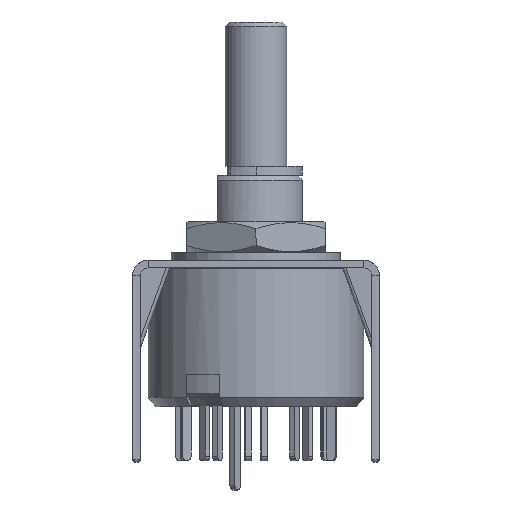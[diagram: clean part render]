
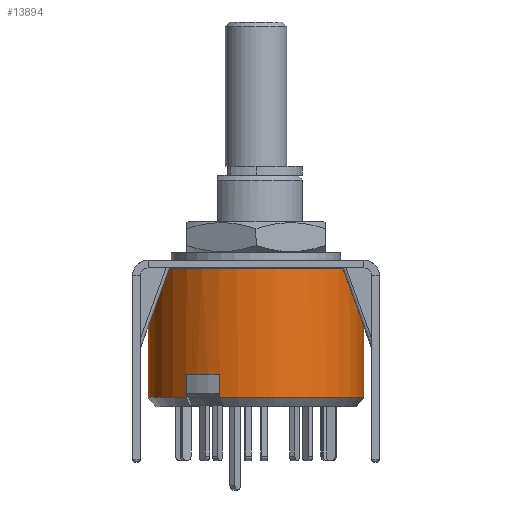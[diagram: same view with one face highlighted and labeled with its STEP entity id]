
A CAD part, front view. The second image highlights one B-rep face of the part: STEP entity #13894.
In plain terms, the highlighted cylindrical face has radius 7 mm (diameter 14 mm), a partial arc.
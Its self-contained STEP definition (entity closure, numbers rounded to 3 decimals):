
#88 = CARTESIAN_POINT ( 'NONE',  ( 0., 0., -5.9 ) ) ;
#518 = AXIS2_PLACEMENT_3D ( 'NONE', #9480, #14722, #4268 ) ;
#591 = DIRECTION ( 'NONE',  ( 0., 0., -1. ) ) ;
#702 = LINE ( 'NONE', #10771, #13478 ) ;
#1321 = EDGE_CURVE ( 'NONE', #10846, #11130, #4256, .T. ) ;
#1343 = DIRECTION ( 'NONE',  ( 0., 0., 1. ) ) ;
#1679 = CARTESIAN_POINT ( 'NONE',  ( 0., 0., 9. ) ) ;
#1940 = ORIENTED_EDGE ( 'NONE', *, *, #9636, .T. ) ;
#1982 = DIRECTION ( 'NONE',  ( 0., 0., -1. ) ) ;
#2601 = CARTESIAN_POINT ( 'NONE',  ( 0., 0., 0.95 ) ) ;
#2703 = VERTEX_POINT ( 'NONE', #4233 ) ;
#2818 = DIRECTION ( 'NONE',  ( 0., 0., -1. ) ) ;
#2977 = VECTOR ( 'NONE', #591, 1000. ) ;
#2989 = DIRECTION ( 'NONE',  ( 0., 0., 1. ) ) ;
#3245 = CARTESIAN_POINT ( 'NONE',  ( -4.526, -5.34, -7.4 ) ) ;
#3641 = AXIS2_PLACEMENT_3D ( 'NONE', #2601, #2818, #12969 ) ;
#3814 = EDGE_LOOP ( 'NONE', ( #14239, #13643, #1940, #7067, #15264, #11032, #9263, #7937 ) ) ;
#4233 = CARTESIAN_POINT ( 'NONE',  ( -7., 0., 0.95 ) ) ;
#4256 = CIRCLE ( 'NONE', #9158, 7. ) ;
#4268 = DIRECTION ( 'NONE',  ( 1., 0., 0. ) ) ;
#4850 = VERTEX_POINT ( 'NONE', #7895 ) ;
#5153 = CARTESIAN_POINT ( 'NONE',  ( -7., 0., -7.4 ) ) ;
#5186 = VERTEX_POINT ( 'NONE', #10158 ) ;
#5242 = EDGE_CURVE ( 'NONE', #7221, #2703, #13483, .T. ) ;
#5323 = EDGE_CURVE ( 'NONE', #4850, #15847, #12269, .T. ) ;
#7067 = ORIENTED_EDGE ( 'NONE', *, *, #1321, .F. ) ;
#7221 = VERTEX_POINT ( 'NONE', #8347 ) ;
#7895 = CARTESIAN_POINT ( 'NONE',  ( -2.361, -6.59, -5.9 ) ) ;
#7937 = ORIENTED_EDGE ( 'NONE', *, *, #8968, .F. ) ;
#8345 = CARTESIAN_POINT ( 'NONE',  ( -7., 0., 9. ) ) ;
#8347 = CARTESIAN_POINT ( 'NONE',  ( 7., 0., 0.95 ) ) ;
#8693 = CIRCLE ( 'NONE', #518, 7. ) ;
#8847 = VECTOR ( 'NONE', #10144, 1000. ) ;
#8967 = DIRECTION ( 'NONE',  ( 1., 0., 0. ) ) ;
#8968 = EDGE_CURVE ( 'NONE', #13589, #15847, #8693, .T. ) ;
#9000 = CARTESIAN_POINT ( 'NONE',  ( 7., 0., 9. ) ) ;
#9070 = DIRECTION ( 'NONE',  ( 0., 0., -1. ) ) ;
#9158 = AXIS2_PLACEMENT_3D ( 'NONE', #13230, #1982, #8967 ) ;
#9263 = ORIENTED_EDGE ( 'NONE', *, *, #5323, .T. ) ;
#9293 = LINE ( 'NONE', #8345, #2977 ) ;
#9480 = CARTESIAN_POINT ( 'NONE',  ( 0., 0., -7.4 ) ) ;
#9613 = FACE_OUTER_BOUND ( 'NONE', #3814, .T. ) ;
#9636 = EDGE_CURVE ( 'NONE', #2703, #11130, #9293, .T. ) ;
#9905 = DIRECTION ( 'NONE',  ( -1., 0., 0. ) ) ;
#10144 = DIRECTION ( 'NONE',  ( 0., 0., -1. ) ) ;
#10158 = CARTESIAN_POINT ( 'NONE',  ( -4.526, -5.34, -5.9 ) ) ;
#10700 = AXIS2_PLACEMENT_3D ( 'NONE', #1679, #12061, #9905 ) ;
#10771 = CARTESIAN_POINT ( 'NONE',  ( -4.526, -5.34, 9. ) ) ;
#10846 = VERTEX_POINT ( 'NONE', #3245 ) ;
#11032 = ORIENTED_EDGE ( 'NONE', *, *, #12283, .T. ) ;
#11130 = VERTEX_POINT ( 'NONE', #5153 ) ;
#11438 = CYLINDRICAL_SURFACE ( 'NONE', #10700, 7. ) ;
#11712 = EDGE_CURVE ( 'NONE', #7221, #13589, #14311, .T. ) ;
#11751 = DIRECTION ( 'NONE',  ( -1., 0., 0. ) ) ;
#11905 = CARTESIAN_POINT ( 'NONE',  ( -2.361, -6.59, 9. ) ) ;
#12061 = DIRECTION ( 'NONE',  ( 0., 0., -1. ) ) ;
#12269 = LINE ( 'NONE', #11905, #14091 ) ;
#12283 = EDGE_CURVE ( 'NONE', #5186, #4850, #14675, .T. ) ;
#12358 = CARTESIAN_POINT ( 'NONE',  ( 7., 0., -7.4 ) ) ;
#12469 = EDGE_CURVE ( 'NONE', #10846, #5186, #702, .T. ) ;
#12521 = AXIS2_PLACEMENT_3D ( 'NONE', #88, #1343, #11751 ) ;
#12715 = CARTESIAN_POINT ( 'NONE',  ( -2.361, -6.59, -7.4 ) ) ;
#12969 = DIRECTION ( 'NONE',  ( -1., 0., 0. ) ) ;
#13230 = CARTESIAN_POINT ( 'NONE',  ( 0., 0., -7.4 ) ) ;
#13478 = VECTOR ( 'NONE', #2989, 1000. ) ;
#13483 = CIRCLE ( 'NONE', #3641, 7. ) ;
#13589 = VERTEX_POINT ( 'NONE', #12358 ) ;
#13643 = ORIENTED_EDGE ( 'NONE', *, *, #5242, .T. ) ;
#13894 = ADVANCED_FACE ( 'NONE', ( #9613 ), #11438, .T. ) ;
#14091 = VECTOR ( 'NONE', #9070, 1000. ) ;
#14239 = ORIENTED_EDGE ( 'NONE', *, *, #11712, .F. ) ;
#14311 = LINE ( 'NONE', #9000, #8847 ) ;
#14675 = CIRCLE ( 'NONE', #12521, 7. ) ;
#14722 = DIRECTION ( 'NONE',  ( 0., 0., -1. ) ) ;
#15264 = ORIENTED_EDGE ( 'NONE', *, *, #12469, .T. ) ;
#15847 = VERTEX_POINT ( 'NONE', #12715 ) ;
